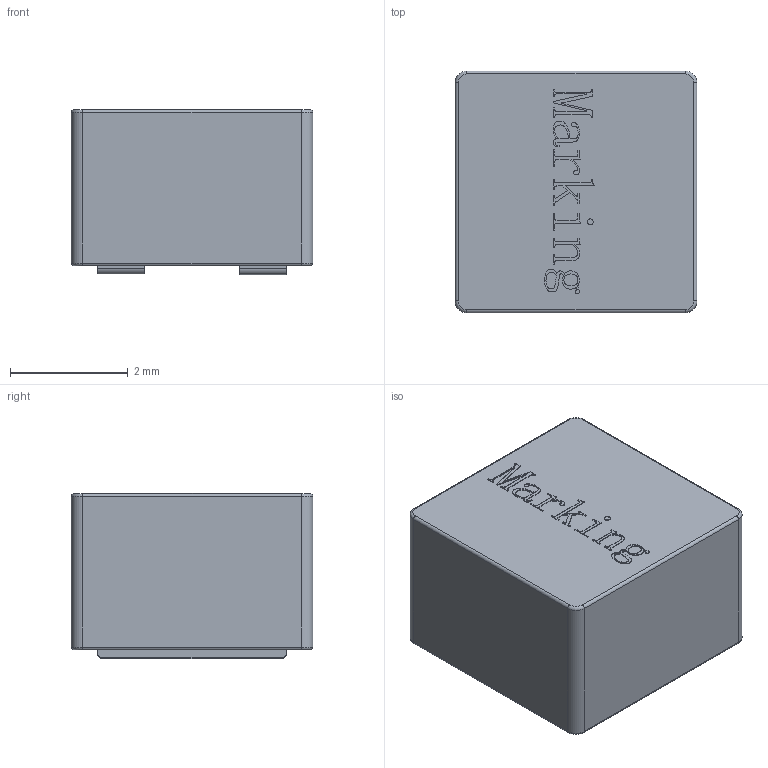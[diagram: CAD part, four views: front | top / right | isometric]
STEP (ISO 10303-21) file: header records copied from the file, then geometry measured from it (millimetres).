
FILE_DESCRIPTION(/* description */ ('Unknown'),/* implementation_level */ '2;1');
FILE_NAME(/* name */ 'TMPF0403LRV ',/* time_stamp */ '2017-09-07T19:08:09+08:00',/* author */ ('Unknown'),/* organization */ ('Unknown'),/* preprocessor_version */ 'ST-DEVELOPER v16.7',/* originating_system */ 'DEX',/* authorisation */ $);
FILE_SCHEMA (('AUTOMOTIVE_DESIGN {1 0 10303 214 3 1 1}'));
Length unit declared in the file: centimetre
Products named in the file (1): TMPF0403LRV - ｸｱ
Bounding box: 4.1 x 4.1 x 2.81 mm (x, y, z)
Volume: 19.2 mm3; surface area: 274.8 mm2
Topology: 1 solids, 2 shells, 254 faces, 701 edges, 457 vertices
Faces by surface type: plane 153, bspline 62, cylinder 29, torus 9, cone 1
Full cylindrical faces by diameter (mm): 1.5 x2, 3.2 x1
Entity records: 12365 total; most frequent: CARTESIAN_POINT 4547, ORIENTED_EDGE 1376, DIRECTION 1006, EDGE_CURVE 688, LINE 482, VECTOR 482, VERTEX_POINT 452, EDGE_LOOP 280
